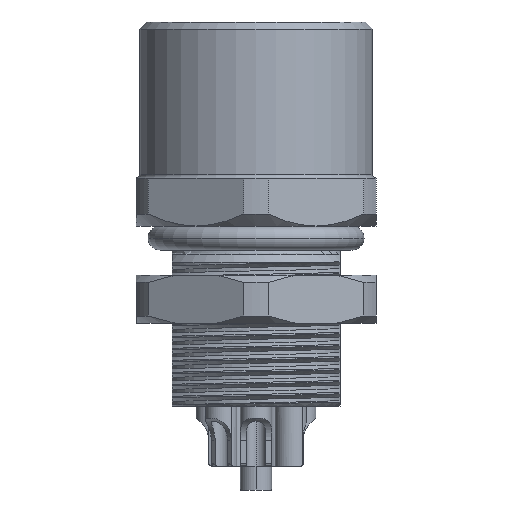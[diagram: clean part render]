
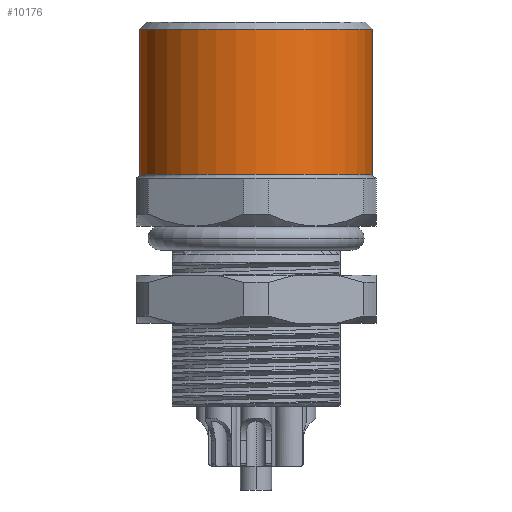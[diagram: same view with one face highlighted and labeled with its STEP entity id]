
A CAD part, front view. The second image highlights one B-rep face of the part: STEP entity #10176.
In plain terms, the highlighted cylindrical face has radius 4.85 mm (diameter 9.7 mm), a partial arc.
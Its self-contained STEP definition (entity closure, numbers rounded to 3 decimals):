
#4591=DIRECTION('',(0.,0.,1.));
#4592=VECTOR('',#4591,6.05);
#4593=CARTESIAN_POINT('',(4.85,0.,-0.15));
#4594=LINE('',#4593,#4592);
#4610=CARTESIAN_POINT('',(0.,0.,-0.15));
#4611=DIRECTION('',(0.,0.,-1.));
#4612=DIRECTION('',(1.,0.,0.));
#4613=AXIS2_PLACEMENT_3D('',#4610,#4611,#4612);
#4615=DIRECTION('',(0.,0.,1.));
#4616=VECTOR('',#4615,6.05);
#4617=CARTESIAN_POINT('',(-4.85,0.,-0.15));
#4618=LINE('',#4617,#4616);
#4619=CARTESIAN_POINT('',(0.,0.,5.9));
#4620=DIRECTION('',(0.,0.,1.));
#4621=DIRECTION('',(-1.,0.,0.));
#4622=AXIS2_PLACEMENT_3D('',#4619,#4620,#4621);
#9507=CARTESIAN_POINT('',(-4.85,0.,5.9));
#9508=CARTESIAN_POINT('',(4.85,0.,5.9));
#9509=VERTEX_POINT('',#9507);
#9510=VERTEX_POINT('',#9508);
#9623=CARTESIAN_POINT('',(4.85,0.,-0.15));
#9624=CARTESIAN_POINT('',(-4.85,0.,-0.15));
#9625=VERTEX_POINT('',#9623);
#9626=VERTEX_POINT('',#9624);
#10165=CARTESIAN_POINT('',(0.,0.,-0.3));
#10166=DIRECTION('',(0.,0.,1.));
#10167=DIRECTION('',(1.,0.,0.));
#10168=AXIS2_PLACEMENT_3D('',#10165,#10166,#10167);
#10169=CYLINDRICAL_SURFACE('',#10168,4.85);
#10170=ORIENTED_EDGE('',*,*,#10152,.T.);
#10171=ORIENTED_EDGE('',*,*,#10123,.T.);
#10172=ORIENTED_EDGE('',*,*,#10093,.T.);
#10173=ORIENTED_EDGE('',*,*,#10120,.F.);
#10174=EDGE_LOOP('',(#10170,#10171,#10172,#10173));
#10175=FACE_OUTER_BOUND('',#10174,.F.);
#4614=CIRCLE('',#4613,4.85);
#4623=CIRCLE('',#4622,4.85);
#10093=EDGE_CURVE('',#9509,#9510,#4623,.T.);
#10120=EDGE_CURVE('',#9625,#9510,#4594,.T.);
#10123=EDGE_CURVE('',#9626,#9509,#4618,.T.);
#10152=EDGE_CURVE('',#9625,#9626,#4614,.T.);
#10176=ADVANCED_FACE('',(#10175),#10169,.T.);
